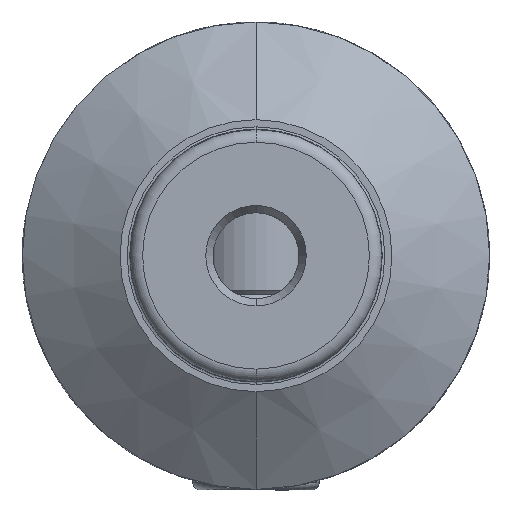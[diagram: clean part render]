
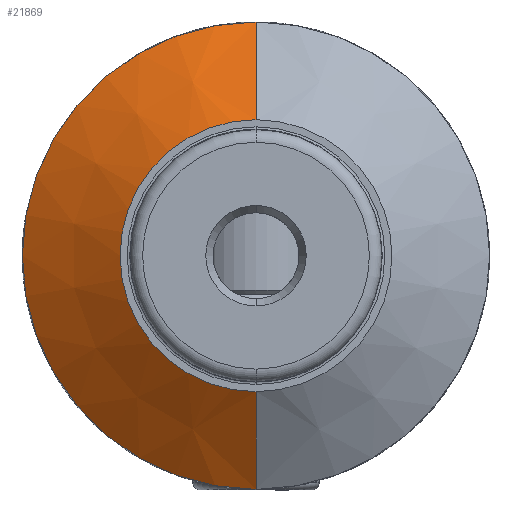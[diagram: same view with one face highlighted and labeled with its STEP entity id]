
A CAD part, left-side view. The second image highlights one B-rep face of the part: STEP entity #21869.
In plain terms, the highlighted conical face has half-angle 55 degrees and reference radius 18.5 mm.
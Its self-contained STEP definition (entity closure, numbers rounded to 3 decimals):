
#1168 = LINE ( 'NONE', #35502, #24475 ) ;
#2459 = VERTEX_POINT ( 'NONE', #37665 ) ;
#4197 = EDGE_CURVE ( 'NONE', #2459, #13343, #16474, .T. ) ;
#7283 = FACE_OUTER_BOUND ( 'NONE', #35572, .T. ) ;
#7342 = VERTEX_POINT ( 'NONE', #33967 ) ;
#8068 = CARTESIAN_POINT ( 'NONE',  ( -57.302, 0., 0. ) ) ;
#10856 = AXIS2_PLACEMENT_3D ( 'NONE', #24573, #27791, #15808 ) ;
#11051 = CARTESIAN_POINT ( 'NONE',  ( -57.302, 0., 0. ) ) ;
#12378 = EDGE_CURVE ( 'NONE', #7342, #2459, #27541, .T. ) ;
#13343 = VERTEX_POINT ( 'NONE', #14852 ) ;
#13937 = AXIS2_PLACEMENT_3D ( 'NONE', #11051, #19651, #16893 ) ;
#14684 = VERTEX_POINT ( 'NONE', #15019 ) ;
#14852 = CARTESIAN_POINT ( 'NONE',  ( -57.302, 0., -18.5 ) ) ;
#15019 = CARTESIAN_POINT ( 'NONE',  ( -62.718, 0., -10.765 ) ) ;
#15405 = VECTOR ( 'NONE', #34632, 1000. ) ;
#15808 = DIRECTION ( 'NONE',  ( 0., 0., 1. ) ) ;
#16474 = CIRCLE ( 'NONE', #19230, 18.5 ) ;
#16893 = DIRECTION ( 'NONE',  ( 0., 0., -1. ) ) ;
#17971 = CONICAL_SURFACE ( 'NONE', #13937, 18.5, 0.96 ) ;
#19230 = AXIS2_PLACEMENT_3D ( 'NONE', #8068, #22630, #25980 ) ;
#19651 = DIRECTION ( 'NONE',  ( 1., 0., 0. ) ) ;
#21462 = EDGE_CURVE ( 'NONE', #14684, #13343, #1168, .T. ) ;
#21869 = ADVANCED_FACE ( 'NONE', ( #7283 ), #17971, .T. ) ;
#22032 = CIRCLE ( 'NONE', #10856, 10.765 ) ;
#22630 = DIRECTION ( 'NONE',  ( -1., 0., 0. ) ) ;
#23356 = ORIENTED_EDGE ( 'NONE', *, *, #4197, .T. ) ;
#24475 = VECTOR ( 'NONE', #37863, 1000. ) ;
#24573 = CARTESIAN_POINT ( 'NONE',  ( -62.718, 0., 0. ) ) ;
#24726 = CARTESIAN_POINT ( 'NONE',  ( -57.302, 0., 18.5 ) ) ;
#25980 = DIRECTION ( 'NONE',  ( 0., 0., 1. ) ) ;
#27541 = LINE ( 'NONE', #24726, #15405 ) ;
#27791 = DIRECTION ( 'NONE',  ( -1., 0., 0. ) ) ;
#28436 = ORIENTED_EDGE ( 'NONE', *, *, #21462, .F. ) ;
#33967 = CARTESIAN_POINT ( 'NONE',  ( -62.718, 0., 10.765 ) ) ;
#34632 = DIRECTION ( 'NONE',  ( 0.574, 0., 0.819 ) ) ;
#35405 = ORIENTED_EDGE ( 'NONE', *, *, #12378, .T. ) ;
#35502 = CARTESIAN_POINT ( 'NONE',  ( -57.302, 0., -18.5 ) ) ;
#35572 = EDGE_LOOP ( 'NONE', ( #37536, #35405, #23356, #28436 ) ) ;
#36318 = EDGE_CURVE ( 'NONE', #7342, #14684, #22032, .T. ) ;
#37536 = ORIENTED_EDGE ( 'NONE', *, *, #36318, .F. ) ;
#37665 = CARTESIAN_POINT ( 'NONE',  ( -57.302, 0., 18.5 ) ) ;
#37863 = DIRECTION ( 'NONE',  ( 0.574, 0., -0.819 ) ) ;
